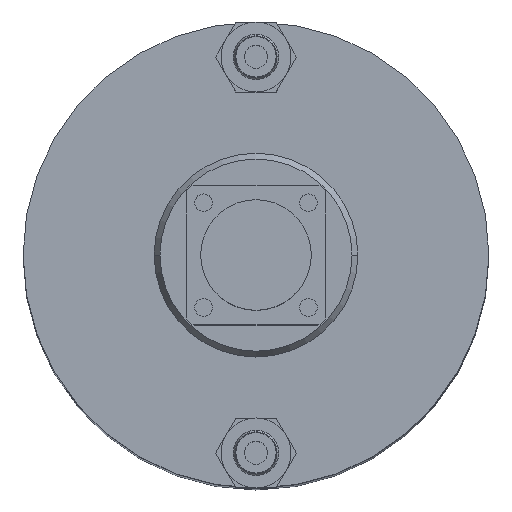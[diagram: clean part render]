
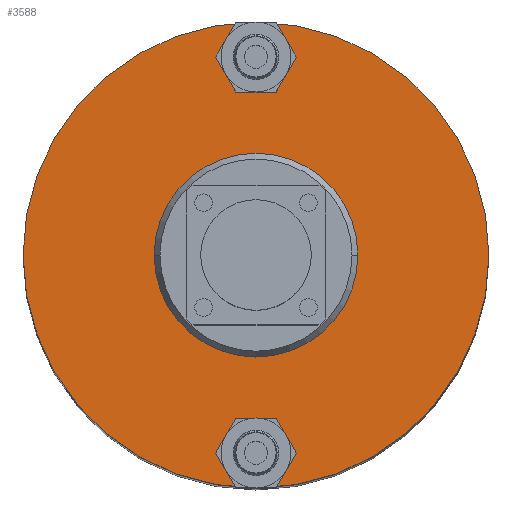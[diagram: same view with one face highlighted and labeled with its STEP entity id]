
A CAD part, top view. The second image highlights one B-rep face of the part: STEP entity #3588.
In plain terms, the highlighted planar face has unit normal (0, 0, 1).
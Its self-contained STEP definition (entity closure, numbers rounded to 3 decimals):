
#53 = AXIS2_PLACEMENT_3D ( 'NONE', #3835, #2886, #3821 ) ;
#166 = VERTEX_POINT ( 'NONE', #1464 ) ;
#253 = CARTESIAN_POINT ( 'NONE',  ( -17.5, 0., 24.5 ) ) ;
#273 = DIRECTION ( 'NONE',  ( 1., 0., 0. ) ) ;
#352 = CIRCLE ( 'NONE', #53, 40. ) ;
#461 = DIRECTION ( 'NONE',  ( 0., 0., 1. ) ) ;
#509 = CIRCLE ( 'NONE', #835, 17.5 ) ;
#561 = FACE_OUTER_BOUND ( 'NONE', #3127, .T. ) ;
#735 = DIRECTION ( 'NONE',  ( 1., 0., 0. ) ) ;
#835 = AXIS2_PLACEMENT_3D ( 'NONE', #1177, #2506, #273 ) ;
#1177 = CARTESIAN_POINT ( 'NONE',  ( 0., 0., 24.5 ) ) ;
#1258 = ORIENTED_EDGE ( 'NONE', *, *, #2852, .T. ) ;
#1464 = CARTESIAN_POINT ( 'NONE',  ( -40., 0., 24.5 ) ) ;
#1692 = ORIENTED_EDGE ( 'NONE', *, *, #4029, .F. ) ;
#1735 = AXIS2_PLACEMENT_3D ( 'NONE', #3645, #461, #2523 ) ;
#1834 = EDGE_CURVE ( 'NONE', #2268, #3391, #3753, .T. ) ;
#2180 = AXIS2_PLACEMENT_3D ( 'NONE', #3567, #2311, #735 ) ;
#2240 = ORIENTED_EDGE ( 'NONE', *, *, #3043, .T. ) ;
#2268 = VERTEX_POINT ( 'NONE', #253 ) ;
#2311 = DIRECTION ( 'NONE',  ( 0., 0., 1. ) ) ;
#2406 = CIRCLE ( 'NONE', #2180, 40. ) ;
#2506 = DIRECTION ( 'NONE',  ( 0., 0., 1. ) ) ;
#2523 = DIRECTION ( 'NONE',  ( 1., 0., 0. ) ) ;
#2685 = PLANE ( 'NONE',  #1735 ) ;
#2690 = ORIENTED_EDGE ( 'NONE', *, *, #1834, .F. ) ;
#2824 = CARTESIAN_POINT ( 'NONE',  ( 17.5, 0., 24.5 ) ) ;
#2852 = EDGE_CURVE ( 'NONE', #3167, #166, #352, .T. ) ;
#2873 = CARTESIAN_POINT ( 'NONE',  ( 0., 0., 24.5 ) ) ;
#2886 = DIRECTION ( 'NONE',  ( 0., 0., 1. ) ) ;
#2919 = EDGE_LOOP ( 'NONE', ( #2690, #1692 ) ) ;
#3043 = EDGE_CURVE ( 'NONE', #166, #3167, #2406, .T. ) ;
#3127 = EDGE_LOOP ( 'NONE', ( #2240, #1258 ) ) ;
#3167 = VERTEX_POINT ( 'NONE', #3319 ) ;
#3250 = AXIS2_PLACEMENT_3D ( 'NONE', #2873, #3498, #3784 ) ;
#3319 = CARTESIAN_POINT ( 'NONE',  ( 40., 0., 24.5 ) ) ;
#3391 = VERTEX_POINT ( 'NONE', #2824 ) ;
#3498 = DIRECTION ( 'NONE',  ( 0., 0., 1. ) ) ;
#3567 = CARTESIAN_POINT ( 'NONE',  ( 0., 0., 24.5 ) ) ;
#3588 = ADVANCED_FACE ( 'NONE', ( #3607, #561 ), #2685, .T. ) ;
#3607 = FACE_BOUND ( 'NONE', #2919, .T. ) ;
#3645 = CARTESIAN_POINT ( 'NONE',  ( 0., 0., 24.5 ) ) ;
#3753 = CIRCLE ( 'NONE', #3250, 17.5 ) ;
#3784 = DIRECTION ( 'NONE',  ( 1., 0., 0. ) ) ;
#3821 = DIRECTION ( 'NONE',  ( 1., 0., 0. ) ) ;
#3835 = CARTESIAN_POINT ( 'NONE',  ( 0., 0., 24.5 ) ) ;
#4029 = EDGE_CURVE ( 'NONE', #3391, #2268, #509, .T. ) ;
